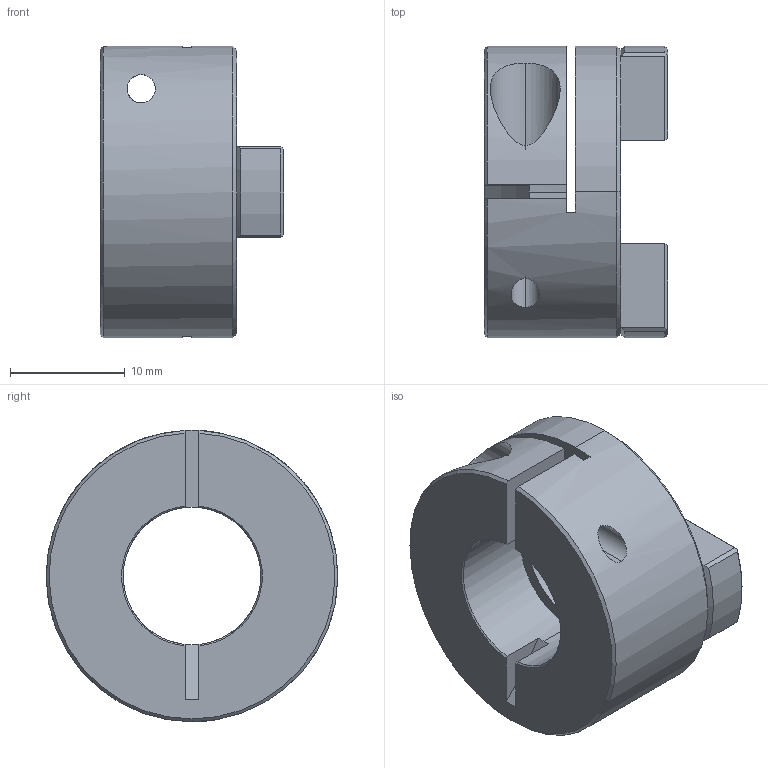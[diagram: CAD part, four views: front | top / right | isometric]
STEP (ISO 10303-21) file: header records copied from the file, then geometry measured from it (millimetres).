
FILE_DESCRIPTION (( 'STEP AP214' ), '1' );
FILE_NAME ('DC-DAC25-12M.STEP', '2015-12-01T23:13:27', ( '' ), ( '' ), 'SwSTEP 2.0', 'SolidWorks 2015', '' );
FILE_SCHEMA (( 'AUTOMOTIVE_DESIGN' ));
Length unit declared in the file: millimetre
Products named in the file (1): DC-DAC25-12M
Bounding box: 16 x 25.4 x 25.4 mm (x, y, z)
Volume: 4627.8 mm3; surface area: 3053.7 mm2
Topology: 1 solids, 1 shells, 52 faces, 146 edges, 95 vertices
Faces by surface type: plane 27, cylinder 15, cone 10
Entity records: 1860 total; most frequent: CARTESIAN_POINT 492, ORIENTED_EDGE 292, DIRECTION 270, EDGE_CURVE 146, AXIS2_PLACEMENT_3D 103, VERTEX_POINT 95, VECTOR 64, LINE 64
